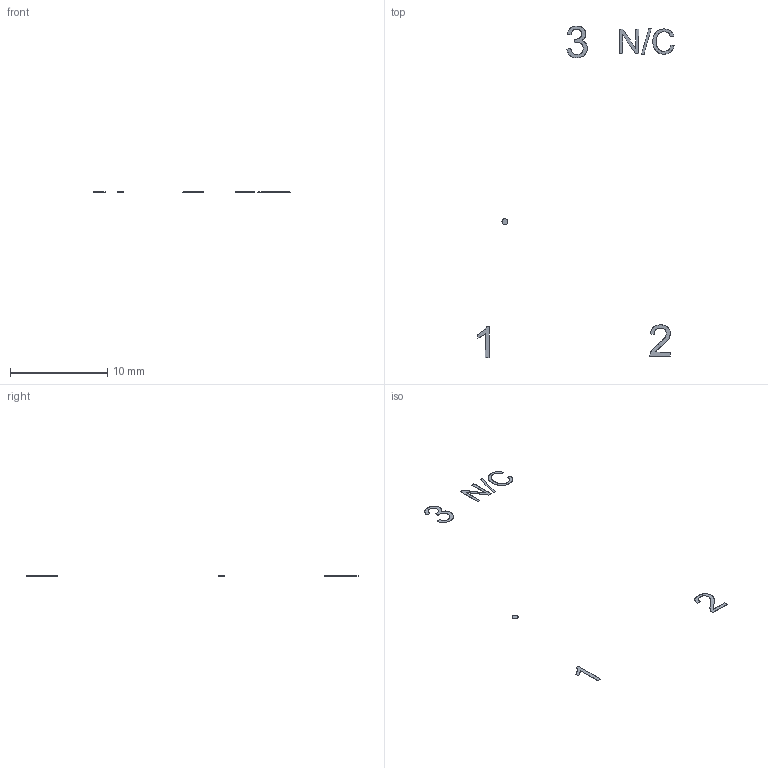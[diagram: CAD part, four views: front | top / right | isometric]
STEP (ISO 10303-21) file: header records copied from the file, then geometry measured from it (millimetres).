
FILE_DESCRIPTION( ('This file contains a STEP AP42 implementation' ,'as created by ZW3D STEP Interface translator.') ,'2;1' );
FILE_NAME( 'CPCF3218A炵蹈 Symbol.stp' ,'2312 4.154243', (''), ('ZWCAD Software Co.'), 'Version 1.0', 'ZW3D to STEP translator', '' );
FILE_SCHEMA(('AUTOMOTIVE_DESIGN { 1 0 10303 214 1 1 1 1 }'));
Length unit declared in the file: millimetre
Products named in the file (2): 0; CPCF3218A-3R3MC Symbol1
Bounding box: 20.17 x 34.06 x 0.01 mm (x, y, z)
Volume: 0 mm3; surface area: 23.8 mm2
Topology: 7 solids, 7 shells, 314 faces, 664 edges, 393 vertices
Faces by surface type: bspline 311, plane 2, cylinder 1
Full cylindrical faces by diameter (mm): 0.614 x1
Entity records: 8194 total; most frequent: CARTESIAN_POINT 2284, ORIENTED_EDGE 1260, DIRECTION 688, VECTOR 634, LINE 634, EDGE_CURVE 630, VERTEX_POINT 330, EDGE_LOOP 314
